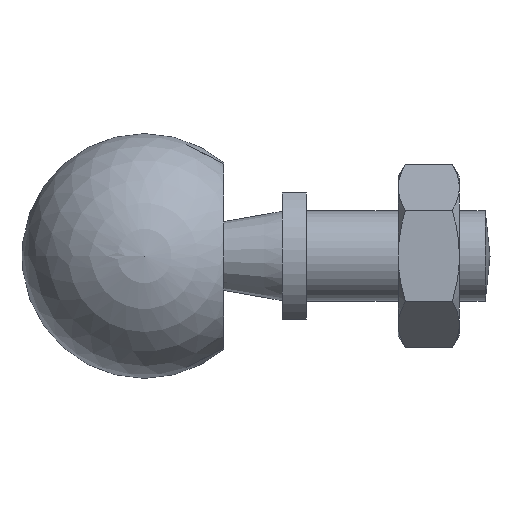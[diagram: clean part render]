
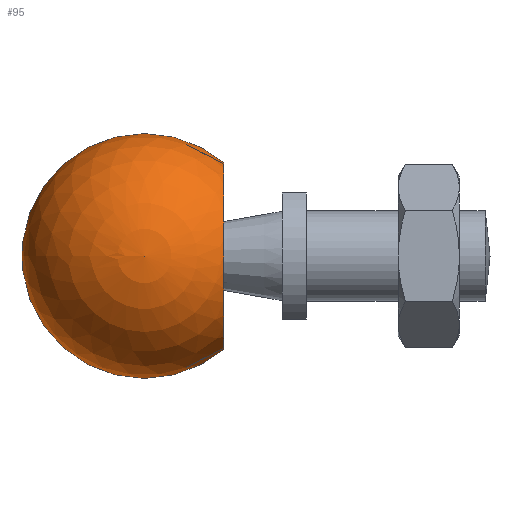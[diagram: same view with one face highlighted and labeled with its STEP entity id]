
A CAD part, left-side view. The second image highlights one B-rep face of the part: STEP entity #95.
In plain terms, the highlighted spherical face has radius 6.8 mm.
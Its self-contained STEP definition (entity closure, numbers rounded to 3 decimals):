
#95 = ADVANCED_FACE( '', ( #222, #223, #224 ), #225, .T. );
#222 = FACE_BOUND( '', #397, .T. );
#223 = FACE_OUTER_BOUND( '', #398, .T. );
#224 = FACE_BOUND( '', #399, .T. );
#225 = SPHERICAL_SURFACE( '', #400, 6.8 );
#397 = VERTEX_LOOP( '', #625 );
#398 = EDGE_LOOP( '', ( #626 ) );
#399 = EDGE_LOOP( '', ( #627 ) );
#400 = AXIS2_PLACEMENT_3D( '', #628, #629, #630 );
#625 = VERTEX_POINT( '', #921 );
#626 = ORIENTED_EDGE( '', *, *, #922, .F. );
#627 = ORIENTED_EDGE( '', *, *, #923, .T. );
#628 = CARTESIAN_POINT( '', ( 0., 0., 0. ) );
#629 = DIRECTION( '', ( 1., 0., 0. ) );
#630 = DIRECTION( '', ( 0., 1., 0. ) );
#921 = CARTESIAN_POINT( '', ( -6.8, 0., 0. ) );
#922 = EDGE_CURVE( '', #1077, #1077, #1078, .T. );
#923 = EDGE_CURVE( '', #1079, #1079, #1080, .F. );
#1077 = VERTEX_POINT( '', #1311 );
#1078 = CIRCLE( '', #1312, 4.295 );
#1079 = VERTEX_POINT( '', #1313 );
#1080 = CIRCLE( '', #1314, 5.185 );
#1311 = CARTESIAN_POINT( '', ( 5.272, 0., -4.295 ) );
#1312 = AXIS2_PLACEMENT_3D( '', #1528, #1529, #1530 );
#1313 = CARTESIAN_POINT( '', ( 0., -4.4, -5.185 ) );
#1314 = AXIS2_PLACEMENT_3D( '', #1531, #1532, #1533 );
#1528 = CARTESIAN_POINT( '', ( 5.272, 0., 0. ) );
#1529 = DIRECTION( '', ( 1., 0., 0. ) );
#1530 = DIRECTION( '', ( 0., 0., -1. ) );
#1531 = CARTESIAN_POINT( '', ( 0., -4.4, 0. ) );
#1532 = DIRECTION( '', ( 0., -1., 0. ) );
#1533 = DIRECTION( '', ( 0., 0., -1. ) );
